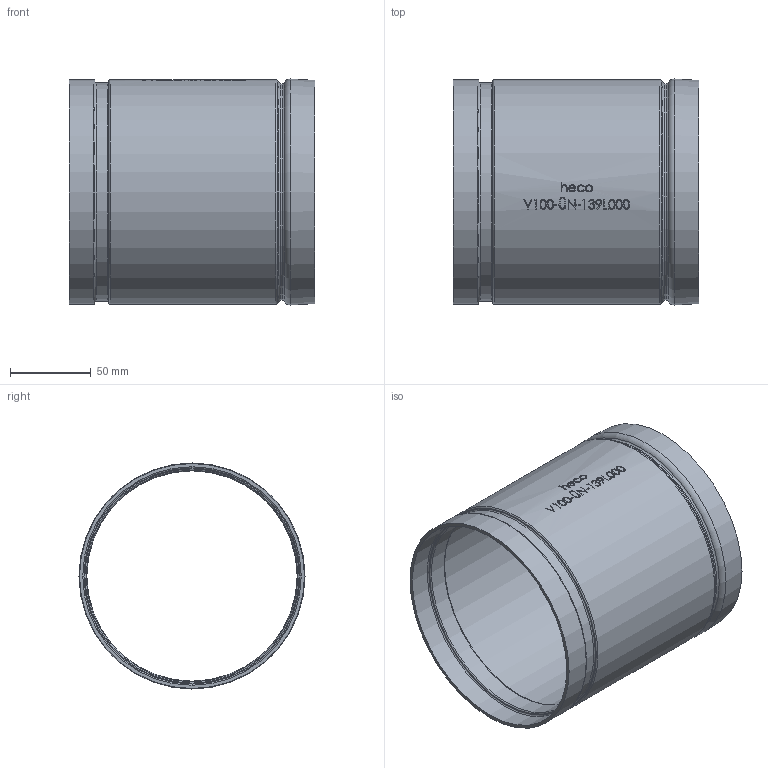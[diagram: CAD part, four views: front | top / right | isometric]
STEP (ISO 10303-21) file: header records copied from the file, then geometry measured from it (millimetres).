
FILE_DESCRIPTION (( 'STEP AP214' ), '1' );
FILE_NAME ('V100-ÜN-139L000-x Typ494W DN125 500 Ø139,7 1812.STEP', '2018-12-20T13:34:30', ( '' ), ( '' ), 'SwSTEP 2.0', 'SolidWorks 2016', '' );
FILE_SCHEMA (( 'AUTOMOTIVE_DESIGN' ));
Length unit declared in the file: inch
Products named in the file (1): V100-ÜN-139L000-x Typ494W DN125 500 Ø139,7 1812
Bounding box: 152.4 x 140.33 x 140.33 mm (x, y, z)
Volume: 137316.3 mm3; surface area: 137694.9 mm2
Topology: 1 solids, 1 shells, 249 faces, 627 edges, 413 vertices
Faces by surface type: bspline 118, plane 74, cylinder 37, torus 16, cone 4
Full cylindrical faces by diameter (mm): 130.52 x1, 131.486 x1, 134.518 x1, 135.484 x1, 135.702 x2, 139.7 x2
Entity records: 15790 total; most frequent: CARTESIAN_POINT 8023, ORIENTED_EDGE 1184, DIRECTION 676, EDGE_CURVE 592, VERTEX_POINT 406, EDGE_LOOP 312, FACE_OUTER_BOUND 273, B_SPLINE_CURVE_WITH_KNOTS 264
